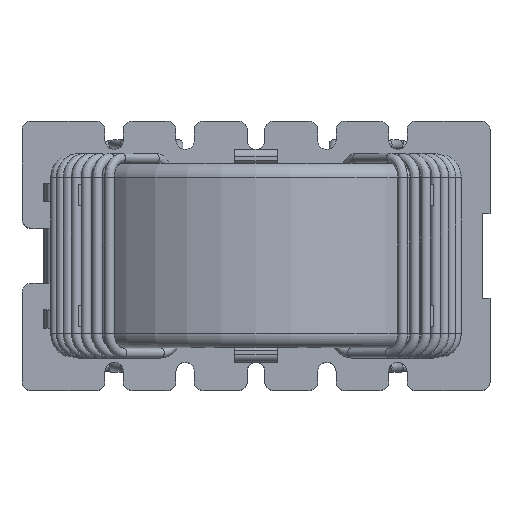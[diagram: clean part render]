
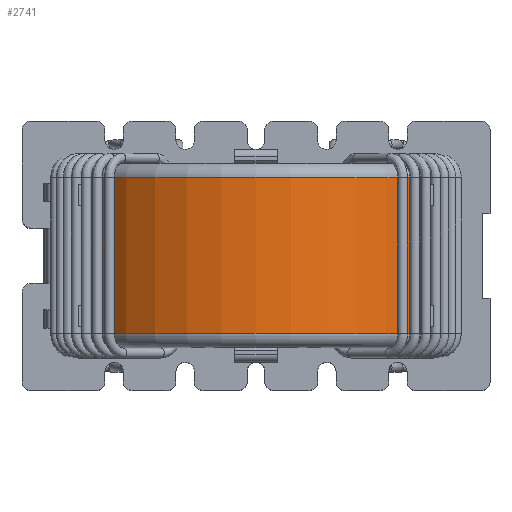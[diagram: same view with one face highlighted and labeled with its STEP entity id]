
A CAD part, top view. The second image highlights one B-rep face of the part: STEP entity #2741.
In plain terms, the highlighted cylindrical face has radius 14.25 mm (diameter 28.5 mm), a full revolution.
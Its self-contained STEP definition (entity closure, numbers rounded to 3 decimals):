
#2741 = ADVANCED_FACE( '', ( #5774, #5775 ), #5776, .T. );
#5774 = FACE_OUTER_BOUND( '', #25089, .T. );
#5775 = FACE_OUTER_BOUND( '', #25090, .T. );
#5776 = CYLINDRICAL_SURFACE( '', #25091, 14.25 );
#25089 = EDGE_LOOP( '', ( #30177 ) );
#25090 = EDGE_LOOP( '', ( #30178 ) );
#25091 = AXIS2_PLACEMENT_3D( '', #30179, #30180, #30181 );
#30177 = ORIENTED_EDGE( '', *, *, #31632, .T. );
#30178 = ORIENTED_EDGE( '', *, *, #31313, .T. );
#30179 = CARTESIAN_POINT( '', ( 0., -6.5, 0. ) );
#30180 = DIRECTION( '', ( 0., -1., 0. ) );
#30181 = DIRECTION( '', ( 0., 0., 1. ) );
#31313 = EDGE_CURVE( '', #33164, #33164, #33165, .T. );
#31632 = EDGE_CURVE( '', #33563, #33563, #33564, .F. );
#33164 = VERTEX_POINT( '', #35282 );
#33165 = CIRCLE( '', #35283, 14.25 );
#33563 = VERTEX_POINT( '', #35763 );
#33564 = CIRCLE( '', #35764, 14.25 );
#35282 = CARTESIAN_POINT( '', ( 0., -5.5, 14.25 ) );
#35283 = AXIS2_PLACEMENT_3D( '', #37191, #37192, #37193 );
#35763 = CARTESIAN_POINT( '', ( 0., 5.5, 14.25 ) );
#35764 = AXIS2_PLACEMENT_3D( '', #37522, #37523, #37524 );
#37191 = CARTESIAN_POINT( '', ( 0., -5.5, 0. ) );
#37192 = DIRECTION( '', ( 0., 1., 0. ) );
#37193 = DIRECTION( '', ( 0., 0., 1. ) );
#37522 = CARTESIAN_POINT( '', ( 0., 5.5, 0. ) );
#37523 = DIRECTION( '', ( 0., 1., 0. ) );
#37524 = DIRECTION( '', ( 0., 0., 1. ) );
